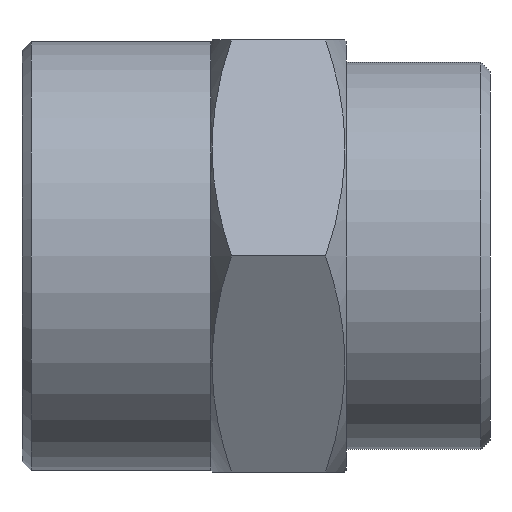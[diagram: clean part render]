
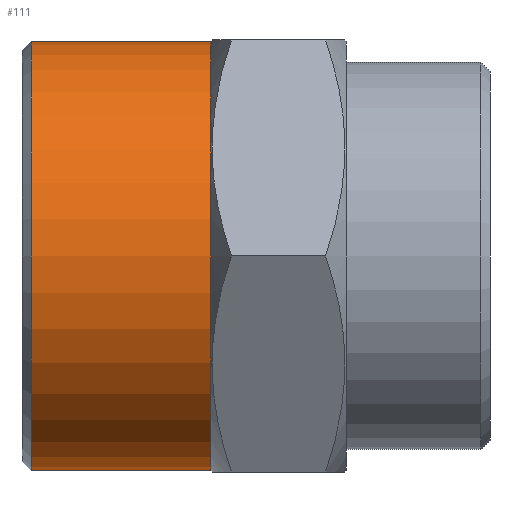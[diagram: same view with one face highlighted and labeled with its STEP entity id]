
A CAD part, left-side view. The second image highlights one B-rep face of the part: STEP entity #111.
In plain terms, the highlighted cylindrical face has radius 11.9 mm (diameter 23.8 mm), a partial arc.
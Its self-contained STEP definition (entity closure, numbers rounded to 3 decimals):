
#78 = EDGE_CURVE ( 'NONE', #224, #223, #427, .T. ) ;
#104 = ORIENTED_EDGE ( 'NONE', *, *, #78, .T. ) ;
#106 = ORIENTED_EDGE ( 'NONE', *, *, #108, .F. ) ;
#107 = ORIENTED_EDGE ( 'NONE', *, *, #283, .T. ) ;
#108 = EDGE_CURVE ( 'NONE', #230, #229, #514, .T. ) ;
#109 = ORIENTED_EDGE ( 'NONE', *, *, #280, .F. ) ;
#110 = EDGE_LOOP ( 'NONE', ( #109, #104, #107, #106 ) ) ;
#111 = ADVANCED_FACE ( 'NONE', ( #509 ), #508, .T. ) ;
#223 = VERTEX_POINT ( 'NONE', #706 ) ;
#224 = VERTEX_POINT ( 'NONE', #705 ) ;
#229 = VERTEX_POINT ( 'NONE', #754 ) ;
#230 = VERTEX_POINT ( 'NONE', #753 ) ;
#280 = EDGE_CURVE ( 'NONE', #224, #230, #847, .T. ) ;
#283 = EDGE_CURVE ( 'NONE', #223, #229, #831, .T. ) ;
#423 = DIRECTION ( 'NONE',  ( 0., 0., -1. ) ) ;
#424 = DIRECTION ( 'NONE',  ( 0., -1., 0. ) ) ;
#425 = CARTESIAN_POINT ( 'NONE',  ( 0., 25.5, 0. ) ) ;
#426 = AXIS2_PLACEMENT_3D ( 'NONE', #425, #424, #423 ) ;
#427 = CIRCLE ( 'NONE', #426, 11.9 ) ;
#504 = DIRECTION ( 'NONE',  ( 0., 0., -1. ) ) ;
#505 = DIRECTION ( 'NONE',  ( 0., -1., 0. ) ) ;
#506 = AXIS2_PLACEMENT_3D ( 'NONE', #507, #505, #504 ) ;
#507 = CARTESIAN_POINT ( 'NONE',  ( 0., -6.646, 0. ) ) ;
#508 = CYLINDRICAL_SURFACE ( 'NONE', #506, 11.9 ) ;
#509 = FACE_OUTER_BOUND ( 'NONE', #110, .T. ) ;
#510 = DIRECTION ( 'NONE',  ( 0., 0., -1. ) ) ;
#511 = DIRECTION ( 'NONE',  ( 0., -1., 0. ) ) ;
#512 = CARTESIAN_POINT ( 'NONE',  ( 0., 15.5, 0. ) ) ;
#513 = AXIS2_PLACEMENT_3D ( 'NONE', #512, #511, #510 ) ;
#514 = CIRCLE ( 'NONE', #513, 11.9 ) ;
#705 = CARTESIAN_POINT ( 'NONE',  ( 0., 25.5, 11.9 ) ) ;
#706 = CARTESIAN_POINT ( 'NONE',  ( 0., 25.5, -11.9 ) ) ;
#753 = CARTESIAN_POINT ( 'NONE',  ( 0., 15.5, 11.9 ) ) ;
#754 = CARTESIAN_POINT ( 'NONE',  ( 0., 15.5, -11.9 ) ) ;
#828 = DIRECTION ( 'NONE',  ( 0., -1., 0. ) ) ;
#829 = VECTOR ( 'NONE', #828, 1000. ) ;
#830 = CARTESIAN_POINT ( 'NONE',  ( 0., -6.646, -11.9 ) ) ;
#831 = LINE ( 'NONE', #830, #829 ) ;
#832 = DIRECTION ( 'NONE',  ( 0., -1., 0. ) ) ;
#833 = VECTOR ( 'NONE', #832, 1000. ) ;
#846 = CARTESIAN_POINT ( 'NONE',  ( 0., -6.646, 11.9 ) ) ;
#847 = LINE ( 'NONE', #846, #833 ) ;
